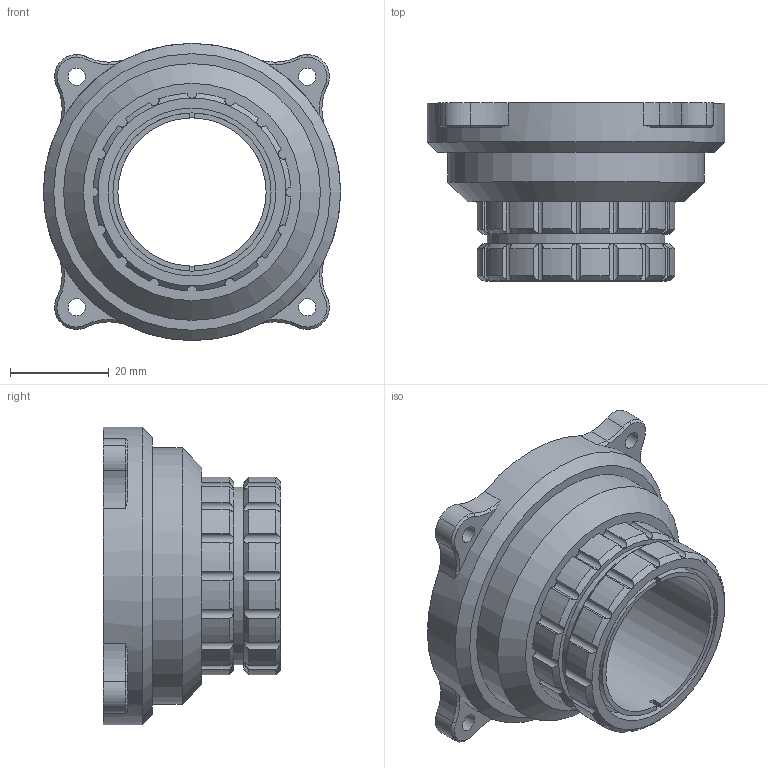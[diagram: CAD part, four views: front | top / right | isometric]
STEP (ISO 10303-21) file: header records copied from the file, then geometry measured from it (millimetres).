
FILE_DESCRIPTION(('HOOPS Exchange Step'),'2;1');
FILE_NAME('temp_export','2024-04-08T20:28:40+09:00',('mobile'),('Shapr3D Limited'),'HOOPS Exchange 2023.2','Shapr3D','Authorized');
FILE_SCHEMA( ('AUTOMOTIVE_DESIGN { 1 0 10303 214 1 1 1 1 }') );
Length unit declared in the file: millimetre
Products named in the file (1): Front
Bounding box: 60.2 x 36 x 60.2 mm (x, y, z)
Volume: 38200.1 mm3; surface area: 14979.7 mm2
Topology: 1 solids, 1 shells, 244 faces, 648 edges, 418 vertices
Faces by surface type: cylinder 127, cone 71, plane 42, bspline 4
Full cylindrical faces by diameter (mm): 1 x4, 3.5 x4, 30 x1, 32 x1, 34 x1, 36 x1, 52 x1, 60.2 x1
Entity records: 10295 total; most frequent: CARTESIAN_POINT 4246, ORIENTED_EDGE 1296, DIRECTION 1246, EDGE_CURVE 648, AXIS2_PLACEMENT_3D 513, VERTEX_POINT 418, CIRCLE 272, EDGE_LOOP 266
